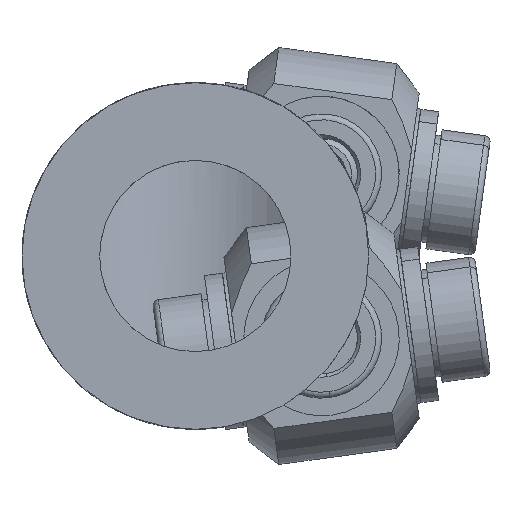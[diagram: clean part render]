
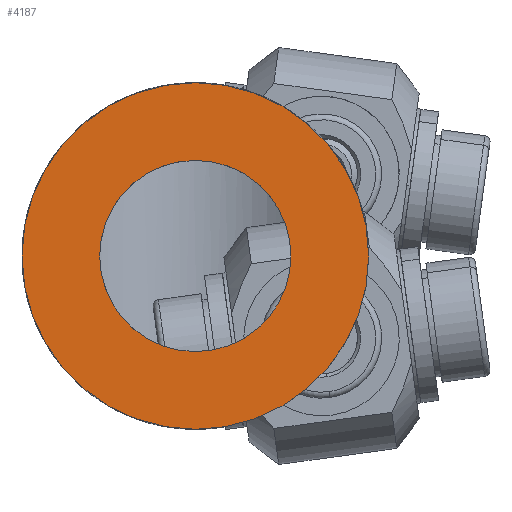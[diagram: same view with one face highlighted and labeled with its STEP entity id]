
A CAD part, left-side view. The second image highlights one B-rep face of the part: STEP entity #4187.
In plain terms, the highlighted face is planar.
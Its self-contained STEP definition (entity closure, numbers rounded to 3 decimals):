
#654=PLANE('',#7724);
#1462=VERTEX_POINT('',#6561);
#1494=VERTEX_POINT('',#6816);
#1769=CIRCLE('',#7702,0.8);
#1775=CIRCLE('',#7723,1.45);
#2193=EDGE_CURVE('',#1462,#1462,#1769,.T.);
#2239=EDGE_CURVE('',#1494,#1494,#1775,.T.);
#3232=ORIENTED_EDGE('',*,*,#2193,.T.);
#3233=ORIENTED_EDGE('',*,*,#2239,.F.);
#3654=EDGE_LOOP('',(#3232));
#3655=EDGE_LOOP('',(#3233));
#3940=FACE_BOUND('',#3654,.T.);
#3941=FACE_BOUND('',#3655,.T.);
#4187=ADVANCED_FACE('',(#3940,#3941),#654,.T.);
#5219=DIRECTION('',(0.,0.,-1.));
#5220=DIRECTION('',(0.8,0.,0.));
#5273=DIRECTION('',(0.,0.,-1.));
#5274=DIRECTION('',(1.45,0.,0.));
#5275=DIRECTION('',(0.,0.,1.));
#6560=CARTESIAN_POINT('',(0.,0.,3.25));
#6561=CARTESIAN_POINT('',(-0.8,0.,3.25));
#6815=CARTESIAN_POINT('',(0.,0.,3.25));
#6816=CARTESIAN_POINT('',(1.45,0.,3.25));
#6817=CARTESIAN_POINT('',(0.,0.,3.25));
#7702=AXIS2_PLACEMENT_3D('',#6560,#5219,#5220);
#7723=AXIS2_PLACEMENT_3D('',#6815,#5273,#5274);
#7724=AXIS2_PLACEMENT_3D('',#6817,#5275,$);
